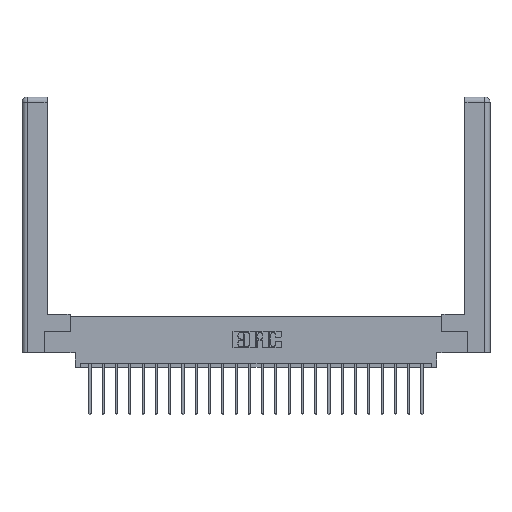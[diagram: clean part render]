
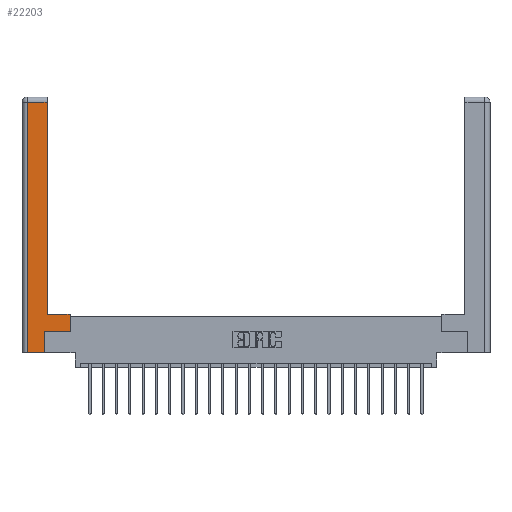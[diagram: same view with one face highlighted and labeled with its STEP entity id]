
A CAD part, top view. The second image highlights one B-rep face of the part: STEP entity #22203.
In plain terms, the highlighted planar face has unit normal (0, 0, 1).
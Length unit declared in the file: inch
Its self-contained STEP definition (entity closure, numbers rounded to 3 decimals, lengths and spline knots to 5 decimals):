
#107 = VECTOR ( 'NONE', #11469, 39.37008 ) ;
#675 = CARTESIAN_POINT ( 'NONE',  ( 0.265, 0.245, 0. ) ) ;
#934 = CARTESIAN_POINT ( 'NONE',  ( 0.565, 0.45, 0. ) ) ;
#981 = VECTOR ( 'NONE', #2973, 39.37008 ) ;
#1025 = CARTESIAN_POINT ( 'NONE',  ( 0.295, 3., 0. ) ) ;
#1513 = CARTESIAN_POINT ( 'NONE',  ( 0., 0., 0. ) ) ;
#1934 = EDGE_CURVE ( 'NONE', #17604, #4860, #17609, .T. ) ;
#2526 = LINE ( 'NONE', #20368, #6163 ) ;
#2833 = DIRECTION ( 'NONE',  ( 1., 0., 0. ) ) ;
#2973 = DIRECTION ( 'NONE',  ( 0., 1., 0. ) ) ;
#2984 = DIRECTION ( 'NONE',  ( 0., 1., 0. ) ) ;
#3129 = EDGE_CURVE ( 'NONE', #18958, #17604, #16060, .T. ) ;
#3457 = VECTOR ( 'NONE', #18246, 39.37008 ) ;
#3632 = DIRECTION ( 'NONE',  ( -1., 0., 0. ) ) ;
#3981 = AXIS2_PLACEMENT_3D ( 'NONE', #1513, #21312, #13441 ) ;
#4860 = VERTEX_POINT ( 'NONE', #10948 ) ;
#4961 = ORIENTED_EDGE ( 'NONE', *, *, #8741, .T. ) ;
#5236 = CARTESIAN_POINT ( 'NONE',  ( 0.565, 0.45, 0. ) ) ;
#5367 = LINE ( 'NONE', #1025, #21372 ) ;
#5683 = EDGE_CURVE ( 'NONE', #23112, #11418, #21875, .T. ) ;
#6064 = VECTOR ( 'NONE', #9254, 39.37008 ) ;
#6147 = ORIENTED_EDGE ( 'NONE', *, *, #1934, .T. ) ;
#6163 = VECTOR ( 'NONE', #2833, 39.37008 ) ;
#7104 = CARTESIAN_POINT ( 'NONE',  ( 0.295, 2.94, 0. ) ) ;
#7263 = LINE ( 'NONE', #5236, #6064 ) ;
#8087 = EDGE_CURVE ( 'NONE', #4860, #15219, #7263, .T. ) ;
#8088 = VERTEX_POINT ( 'NONE', #24394 ) ;
#8319 = ORIENTED_EDGE ( 'NONE', *, *, #9721, .T. ) ;
#8649 = ORIENTED_EDGE ( 'NONE', *, *, #11367, .T. ) ;
#8741 = EDGE_CURVE ( 'NONE', #15219, #16831, #23822, .T. ) ;
#9254 = DIRECTION ( 'NONE',  ( 0., 1., 0. ) ) ;
#9385 = FACE_OUTER_BOUND ( 'NONE', #20188, .T. ) ;
#9721 = EDGE_CURVE ( 'NONE', #11418, #8088, #25020, .T. ) ;
#10138 = CARTESIAN_POINT ( 'NONE',  ( 0.295, 0.45, 0. ) ) ;
#10140 = DIRECTION ( 'NONE',  ( 0., -1., 0. ) ) ;
#10647 = CARTESIAN_POINT ( 'NONE',  ( 0.565, 0.245, 0. ) ) ;
#10893 = CARTESIAN_POINT ( 'NONE',  ( 0.0615, 2.94, 0. ) ) ;
#10948 = CARTESIAN_POINT ( 'NONE',  ( 0.565, 0.245, 0. ) ) ;
#11367 = EDGE_CURVE ( 'NONE', #8088, #18958, #2526, .T. ) ;
#11418 = VERTEX_POINT ( 'NONE', #10893 ) ;
#11469 = DIRECTION ( 'NONE',  ( -1., 0., 0. ) ) ;
#12317 = VECTOR ( 'NONE', #3632, 39.37008 ) ;
#13441 = DIRECTION ( 'NONE',  ( -1., 0., 0. ) ) ;
#13980 = ORIENTED_EDGE ( 'NONE', *, *, #5683, .T. ) ;
#14894 = PLANE ( 'NONE',  #3981 ) ;
#15219 = VERTEX_POINT ( 'NONE', #934 ) ;
#16060 = LINE ( 'NONE', #675, #981 ) ;
#16831 = VERTEX_POINT ( 'NONE', #10138 ) ;
#17469 = ORIENTED_EDGE ( 'NONE', *, *, #3129, .T. ) ;
#17604 = VERTEX_POINT ( 'NONE', #19398 ) ;
#17609 = LINE ( 'NONE', #10647, #3457 ) ;
#17814 = CARTESIAN_POINT ( 'NONE',  ( 0.0615, 0., 0. ) ) ;
#18246 = DIRECTION ( 'NONE',  ( 1., 0., 0. ) ) ;
#18958 = VERTEX_POINT ( 'NONE', #22720 ) ;
#19398 = CARTESIAN_POINT ( 'NONE',  ( 0.265, 0.245, 0. ) ) ;
#20188 = EDGE_LOOP ( 'NONE', ( #22462, #13980, #8319, #8649, #17469, #6147, #20568, #4961 ) ) ;
#20368 = CARTESIAN_POINT ( 'NONE',  ( 0.265, 0., 0. ) ) ;
#20568 = ORIENTED_EDGE ( 'NONE', *, *, #8087, .T. ) ;
#21081 = CARTESIAN_POINT ( 'NONE',  ( 0.295, 0.45, 0. ) ) ;
#21312 = DIRECTION ( 'NONE',  ( 0., 0., -1. ) ) ;
#21372 = VECTOR ( 'NONE', #2984, 39.37008 ) ;
#21875 = LINE ( 'NONE', #24934, #107 ) ;
#22203 = ADVANCED_FACE ( 'NONE', ( #9385 ), #14894, .F. ) ;
#22462 = ORIENTED_EDGE ( 'NONE', *, *, #24270, .T. ) ;
#22720 = CARTESIAN_POINT ( 'NONE',  ( 0.265, 0., 0. ) ) ;
#23112 = VERTEX_POINT ( 'NONE', #7104 ) ;
#23822 = LINE ( 'NONE', #21081, #12317 ) ;
#24270 = EDGE_CURVE ( 'NONE', #16831, #23112, #5367, .T. ) ;
#24394 = CARTESIAN_POINT ( 'NONE',  ( 0.0615, 0., 0. ) ) ;
#24705 = VECTOR ( 'NONE', #10140, 39.37008 ) ;
#24934 = CARTESIAN_POINT ( 'NONE',  ( 0.0615, 2.94, 0. ) ) ;
#25020 = LINE ( 'NONE', #17814, #24705 ) ;
